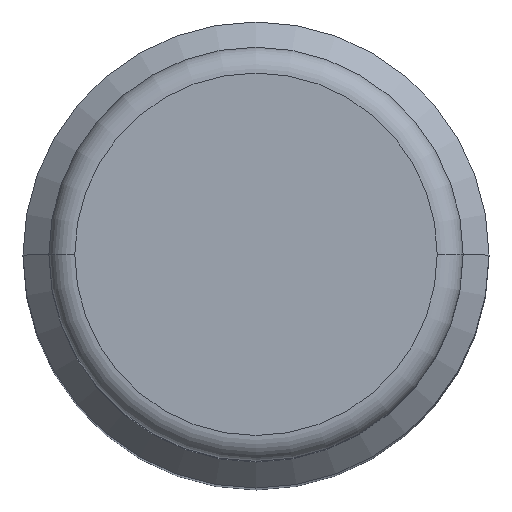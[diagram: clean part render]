
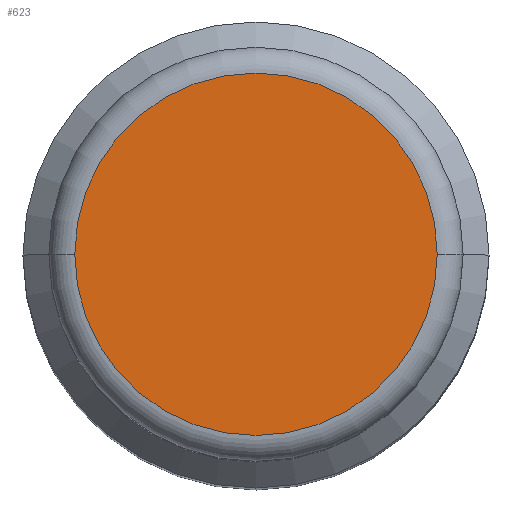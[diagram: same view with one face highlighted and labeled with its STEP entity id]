
A CAD part, top view. The second image highlights one B-rep face of the part: STEP entity #623.
In plain terms, the highlighted planar face has unit normal (0, 0, 1).
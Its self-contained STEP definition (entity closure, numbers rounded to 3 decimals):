
#69=CARTESIAN_POINT('',(0.,0.,15.));
#70=DIRECTION('',(0.,0.,1.));
#71=DIRECTION('',(1.,0.,0.));
#72=AXIS2_PLACEMENT_3D('',#69,#70,#71);
#78=CARTESIAN_POINT('',(0.,0.,15.));
#79=DIRECTION('',(0.,0.,1.));
#80=DIRECTION('',(-1.,0.,0.));
#81=AXIS2_PLACEMENT_3D('',#78,#79,#80);
#536=CARTESIAN_POINT('',(7.,0.,15.));
#537=CARTESIAN_POINT('',(-7.,0.,15.));
#538=VERTEX_POINT('',#536);
#539=VERTEX_POINT('',#537);
#612=CARTESIAN_POINT('',(0.,0.,15.));
#613=DIRECTION('',(0.,0.,1.));
#614=DIRECTION('',(1.,0.,0.));
#615=AXIS2_PLACEMENT_3D('',#612,#613,#614);
#616=PLANE('',#615);
#618=ORIENTED_EDGE('',*,*,#617,.F.);
#620=ORIENTED_EDGE('',*,*,#619,.F.);
#621=EDGE_LOOP('',(#618,#620));
#622=FACE_OUTER_BOUND('',#621,.F.);
#623=ADVANCED_FACE('',(#622),#616,.T.);
#73=CIRCLE('',#72,7.);
#82=CIRCLE('',#81,7.);
#617=EDGE_CURVE('',#538,#539,#73,.T.);
#619=EDGE_CURVE('',#539,#538,#82,.T.);
